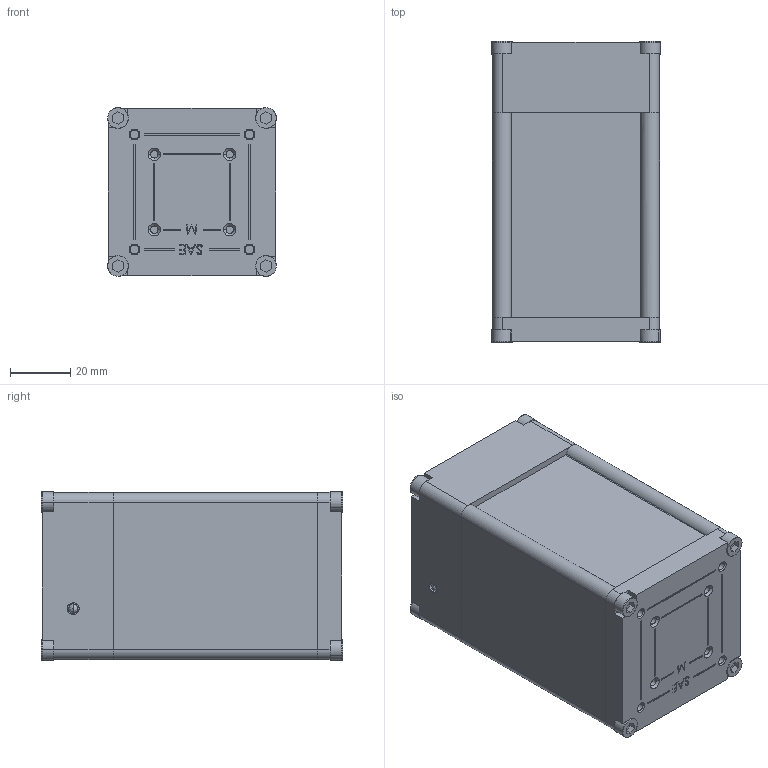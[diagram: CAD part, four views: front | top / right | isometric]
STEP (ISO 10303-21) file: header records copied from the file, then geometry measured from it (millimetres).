
FILE_DESCRIPTION((''),'2;1');
FILE_NAME('CPT61X0_ASM','2019-01-21T11:41:37',('OettinWe'),(''),'CREO PARAMETRIC BY PTC INC, 2017380','CREO PARAMETRIC BY PTC INC, 2017380','');
FILE_SCHEMA(('AUTOMOTIVE_DESIGN { 1 0 10303 214 1 1 1 1 }'));
Length unit declared in the file: millimetre
Products named in the file (6): CUT-EXTRUDE1_2_; 29C3E209-3CC0-46E1-B519-40B4E1A; DEFEATURED_0_451; CUT-EXTRUDE1_1_; XDCR-_19288_CPT_6100_EXTERNAL_O_ASM; CPT61X0_ASM
Assembly tree (5 placements, depth 3):
  CPT61X0_ASM
    XDCR-_19288_CPT_6100_EXTERNAL_O_ASM
      CUT-EXTRUDE1_2_
      29C3E209-3CC0-46E1-B519-40B4E1A
      DEFEATURED_0_451
      CUT-EXTRUDE1_1_
Bounding box: 55.88 x 99.8 x 55.88 mm (x, y, z)
Volume: 151809.3 mm3; surface area: 52684.9 mm2
Topology: 4 solids, 4 shells, 969 faces, 2451 edges, 1573 vertices
Faces by surface type: bspline 969
Entity records: 46942 total; most frequent: CARTESIAN_POINT 15062, ORIENTED_EDGE 4862, DIRECTION 3149, PRESENTATION_STYLE_ASSIGNMENT 2914, STYLED_ITEM 2435, CURVE_STYLE 2431, EDGE_CURVE 2431, VERTEX_POINT 1573
